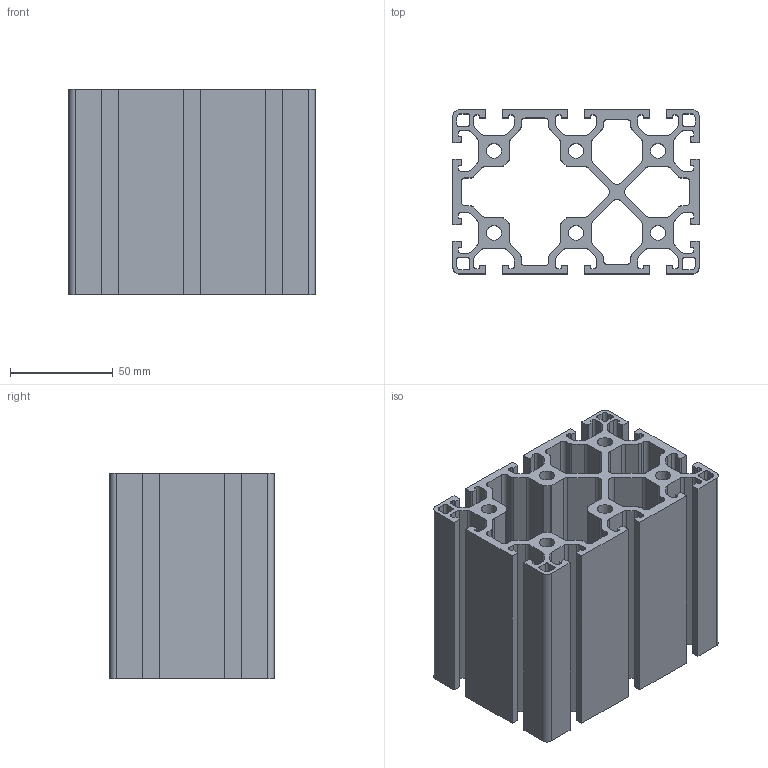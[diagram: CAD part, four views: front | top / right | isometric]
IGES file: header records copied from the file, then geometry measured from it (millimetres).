
Global section: file name: 108013L.stp.ipt; native system: Autodesk Inventor 2014; preprocessor: unknown; author: zeman; date: 20151020.095714; units: millimetre
Bounding box: 120 x 80 x 100 mm (x, y, z)
Volume: 295809.4 mm3; surface area: 166502.4 mm2
Topology: 1 solids, 1 shells, 400 faces, 1194 edges, 796 vertices
Faces by surface type: plane 218, revolution 138, cylinder 44
